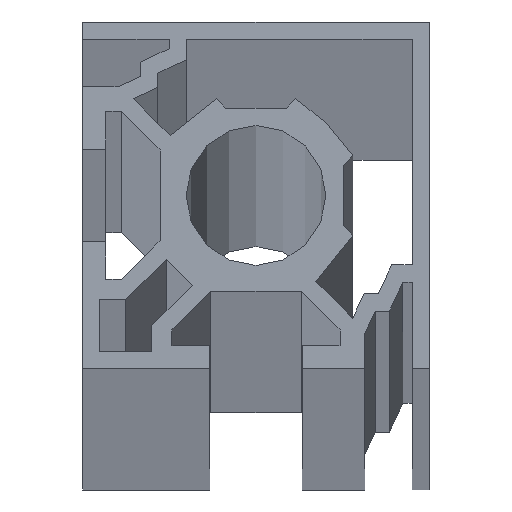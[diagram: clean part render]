
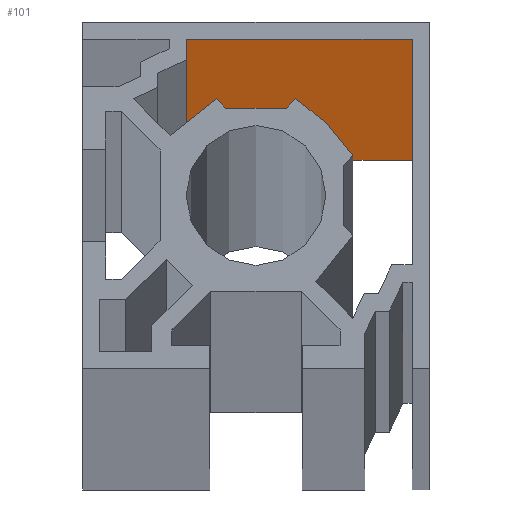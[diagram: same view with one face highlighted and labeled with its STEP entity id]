
A CAD part, top view. The second image highlights one B-rep face of the part: STEP entity #101.
In plain terms, the highlighted planar face has unit normal (0, -1, 0).
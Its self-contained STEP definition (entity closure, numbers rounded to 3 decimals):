
#101 = ADVANCED_FACE ( 'NONE', ( #808 ), #2149, .F. ) ;
#207 = CARTESIAN_POINT ( 'NONE',  ( 13.5, 13.5, -6000. ) ) ;
#210 = CARTESIAN_POINT ( 'NONE',  ( 13.5, 13.5, 0. ) ) ;
#270 = VECTOR ( 'NONE', #1878, 1000. ) ;
#272 = LINE ( 'NONE', #1879, #274 ) ;
#274 = VECTOR ( 'NONE', #1880, 1000. ) ;
#347 = ORIENTED_EDGE ( 'NONE', *, *, #650, .F. ) ;
#348 = ORIENTED_EDGE ( 'NONE', *, *, #652, .T. ) ;
#349 = ORIENTED_EDGE ( 'NONE', *, *, #653, .T. ) ;
#350 = ORIENTED_EDGE ( 'NONE', *, *, #654, .F. ) ;
#650 = EDGE_CURVE ( 'NONE', #1375, #1376, #2060, .T. ) ;
#652 = EDGE_CURVE ( 'NONE', #1375, #1380, #2057, .T. ) ;
#653 = EDGE_CURVE ( 'NONE', #1380, #1383, #2062, .T. ) ;
#654 = EDGE_CURVE ( 'NONE', #1376, #1383, #272, .T. ) ;
#808 = FACE_OUTER_BOUND ( 'NONE', #2314, .T. ) ;
#892 = CARTESIAN_POINT ( 'NONE',  ( -6., 13.5, -3000. ) ) ;
#893 = DIRECTION ( 'NONE',  ( 0., 0., 1. ) ) ;
#896 = CARTESIAN_POINT ( 'NONE',  ( 0., 13.5, -6000. ) ) ;
#1311 = CARTESIAN_POINT ( 'NONE',  ( -6., 13.5, -6000. ) ) ;
#1312 = CARTESIAN_POINT ( 'NONE',  ( -6., 13.5, 0. ) ) ;
#1375 = VERTEX_POINT ( 'NONE', #1311 ) ;
#1376 = VERTEX_POINT ( 'NONE', #1312 ) ;
#1380 = VERTEX_POINT ( 'NONE', #207 ) ;
#1383 = VERTEX_POINT ( 'NONE', #210 ) ;
#1567 = AXIS2_PLACEMENT_3D ( 'NONE', #2150, #2151, #2152 ) ;
#1876 = DIRECTION ( 'NONE',  ( 1., 0., 0. ) ) ;
#1877 = CARTESIAN_POINT ( 'NONE',  ( 13.5, 13.5, -3000. ) ) ;
#1878 = DIRECTION ( 'NONE',  ( 0., 0., 1. ) ) ;
#1879 = CARTESIAN_POINT ( 'NONE',  ( 0., 13.5, 0. ) ) ;
#1880 = DIRECTION ( 'NONE',  ( 1., 0., 0. ) ) ;
#2057 = LINE ( 'NONE', #896, #2061 ) ;
#2060 = LINE ( 'NONE', #892, #2064 ) ;
#2061 = VECTOR ( 'NONE', #1876, 1000. ) ;
#2062 = LINE ( 'NONE', #1877, #270 ) ;
#2064 = VECTOR ( 'NONE', #893, 1000. ) ;
#2149 = PLANE ( 'NONE',  #1567 ) ;
#2150 = CARTESIAN_POINT ( 'NONE',  ( -6., 13.5, -6000. ) ) ;
#2151 = DIRECTION ( 'NONE',  ( 0., 1., 0. ) ) ;
#2152 = DIRECTION ( 'NONE',  ( 0., 0., 1. ) ) ;
#2314 = EDGE_LOOP ( 'NONE', ( #347, #348, #349, #350 ) ) ;
